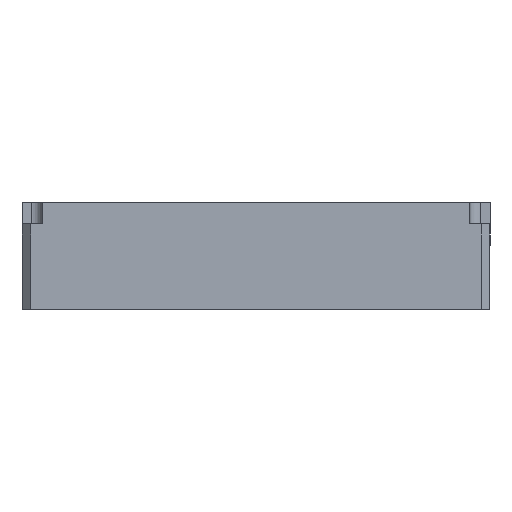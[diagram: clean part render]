
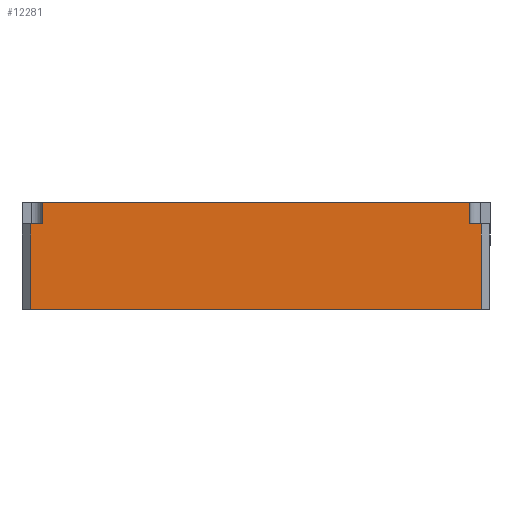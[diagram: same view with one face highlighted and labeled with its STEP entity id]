
A CAD part, front view. The second image highlights one B-rep face of the part: STEP entity #12281.
In plain terms, the highlighted planar face has unit normal (0, -1, 0).
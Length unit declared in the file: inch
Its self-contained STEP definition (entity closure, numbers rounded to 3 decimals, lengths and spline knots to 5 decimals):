
#254 = DIRECTION ( 'NONE',  ( 0., 0., 1. ) ) ;
#582 = LINE ( 'NONE', #3555, #10899 ) ;
#1075 = CARTESIAN_POINT ( 'NONE',  ( 6.604, 0., 1.257 ) ) ;
#1188 = ORIENTED_EDGE ( 'NONE', *, *, #5581, .T. ) ;
#1246 = VERTEX_POINT ( 'NONE', #13725 ) ;
#1819 = VECTOR ( 'NONE', #14027, 39.37008 ) ;
#1874 = VECTOR ( 'NONE', #2365, 39.37008 ) ;
#1885 = ORIENTED_EDGE ( 'NONE', *, *, #10794, .F. ) ;
#2218 = ORIENTED_EDGE ( 'NONE', *, *, #11284, .F. ) ;
#2365 = DIRECTION ( 'NONE',  ( 1., 0., 0. ) ) ;
#2452 = LINE ( 'NONE', #6425, #1874 ) ;
#3159 = ORIENTED_EDGE ( 'NONE', *, *, #12198, .T. ) ;
#3265 = VECTOR ( 'NONE', #11908, 39.37008 ) ;
#3555 = CARTESIAN_POINT ( 'NONE',  ( 0.296, 0., 1.257 ) ) ;
#3578 = ORIENTED_EDGE ( 'NONE', *, *, #14390, .F. ) ;
#3602 = ORIENTED_EDGE ( 'NONE', *, *, #9257, .F. ) ;
#3817 = DIRECTION ( 'NONE',  ( 1., 0., 0. ) ) ;
#4137 = PLANE ( 'NONE',  #5308 ) ;
#4500 = CARTESIAN_POINT ( 'NONE',  ( 6.77, 0., 1.257 ) ) ;
#5137 = LINE ( 'NONE', #5213, #6005 ) ;
#5213 = CARTESIAN_POINT ( 'NONE',  ( 0.13, 0., 0. ) ) ;
#5308 = AXIS2_PLACEMENT_3D ( 'NONE', #15522, #10221, #254 ) ;
#5581 = EDGE_CURVE ( 'NONE', #15055, #6558, #13675, .T. ) ;
#6005 = VECTOR ( 'NONE', #3817, 39.37008 ) ;
#6212 = CARTESIAN_POINT ( 'NONE',  ( 6.77, 0., 1.5695 ) ) ;
#6425 = CARTESIAN_POINT ( 'NONE',  ( 0.13, 0., 1.5695 ) ) ;
#6558 = VERTEX_POINT ( 'NONE', #11399 ) ;
#6948 = CARTESIAN_POINT ( 'NONE',  ( 6.9, 0., 1.257 ) ) ;
#7109 = DIRECTION ( 'NONE',  ( 1., 0., 0. ) ) ;
#7136 = VECTOR ( 'NONE', #7109, 39.37008 ) ;
#7240 = VECTOR ( 'NONE', #12611, 39.37008 ) ;
#7543 = CARTESIAN_POINT ( 'NONE',  ( 0.13, 0., 1.257 ) ) ;
#7590 = CARTESIAN_POINT ( 'NONE',  ( 6.604, 0., 1.5695 ) ) ;
#7724 = LINE ( 'NONE', #6212, #1819 ) ;
#8691 = DIRECTION ( 'NONE',  ( 0., 0., 1. ) ) ;
#9055 = VECTOR ( 'NONE', #14007, 39.37008 ) ;
#9257 = EDGE_CURVE ( 'NONE', #9812, #1246, #7724, .T. ) ;
#9410 = ORIENTED_EDGE ( 'NONE', *, *, #14848, .T. ) ;
#9812 = VERTEX_POINT ( 'NONE', #4500 ) ;
#10221 = DIRECTION ( 'NONE',  ( 0., 1., 0. ) ) ;
#10473 = VERTEX_POINT ( 'NONE', #11228 ) ;
#10750 = CARTESIAN_POINT ( 'NONE',  ( 0., 0., 1.257 ) ) ;
#10794 = EDGE_CURVE ( 'NONE', #10473, #9812, #15843, .T. ) ;
#10899 = VECTOR ( 'NONE', #8691, 39.37008 ) ;
#11228 = CARTESIAN_POINT ( 'NONE',  ( 6.604, 0., 1.257 ) ) ;
#11284 = EDGE_CURVE ( 'NONE', #12182, #11289, #2452, .T. ) ;
#11289 = VERTEX_POINT ( 'NONE', #7590 ) ;
#11399 = CARTESIAN_POINT ( 'NONE',  ( 0.13, 0., 0. ) ) ;
#11711 = FACE_OUTER_BOUND ( 'NONE', #13948, .T. ) ;
#11908 = DIRECTION ( 'NONE',  ( 1., 0., 0. ) ) ;
#11995 = LINE ( 'NONE', #10750, #3265 ) ;
#12182 = VERTEX_POINT ( 'NONE', #15448 ) ;
#12198 = EDGE_CURVE ( 'NONE', #6558, #1246, #5137, .T. ) ;
#12281 = ADVANCED_FACE ( 'NONE', ( #11711 ), #4137, .F. ) ;
#12367 = VERTEX_POINT ( 'NONE', #13107 ) ;
#12456 = EDGE_CURVE ( 'NONE', #12367, #12182, #582, .T. ) ;
#12603 = CARTESIAN_POINT ( 'NONE',  ( 0.13, 0., 1.5695 ) ) ;
#12611 = DIRECTION ( 'NONE',  ( 0., 0., 1. ) ) ;
#12837 = ORIENTED_EDGE ( 'NONE', *, *, #12456, .F. ) ;
#13107 = CARTESIAN_POINT ( 'NONE',  ( 0.296, 0., 1.257 ) ) ;
#13675 = LINE ( 'NONE', #12603, #9055 ) ;
#13725 = CARTESIAN_POINT ( 'NONE',  ( 6.77, 0., 0. ) ) ;
#13847 = LINE ( 'NONE', #1075, #7240 ) ;
#13948 = EDGE_LOOP ( 'NONE', ( #9410, #2218, #12837, #3578, #1188, #3159, #3602, #1885 ) ) ;
#14007 = DIRECTION ( 'NONE',  ( 0., 0., -1. ) ) ;
#14027 = DIRECTION ( 'NONE',  ( 0., 0., -1. ) ) ;
#14390 = EDGE_CURVE ( 'NONE', #15055, #12367, #11995, .T. ) ;
#14848 = EDGE_CURVE ( 'NONE', #10473, #11289, #13847, .T. ) ;
#15055 = VERTEX_POINT ( 'NONE', #7543 ) ;
#15448 = CARTESIAN_POINT ( 'NONE',  ( 0.296, 0., 1.5695 ) ) ;
#15522 = CARTESIAN_POINT ( 'NONE',  ( 0.13, 0., 1.5695 ) ) ;
#15843 = LINE ( 'NONE', #6948, #7136 ) ;
